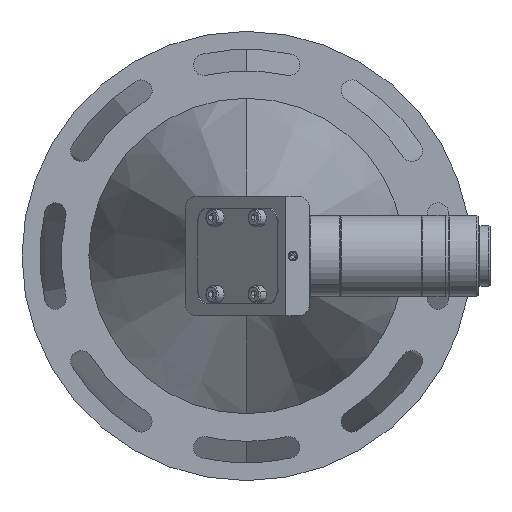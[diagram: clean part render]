
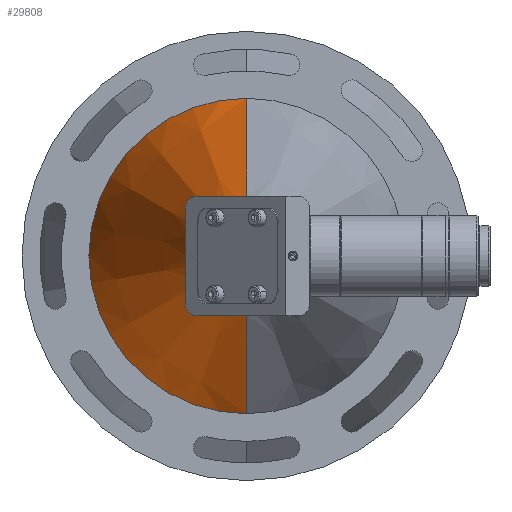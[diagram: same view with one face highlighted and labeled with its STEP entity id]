
A CAD part, front view. The second image highlights one B-rep face of the part: STEP entity #29808.
In plain terms, the highlighted conical face has half-angle 17 degrees and reference radius 66 mm.
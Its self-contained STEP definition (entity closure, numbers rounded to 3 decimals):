
#276 = ORIENTED_EDGE ( 'NONE', *, *, #2470, .T. ) ;
#620 = ORIENTED_EDGE ( 'NONE', *, *, #3706, .T. ) ;
#1049 = LINE ( 'NONE', #11591, #19977 ) ;
#1419 = DIRECTION ( 'NONE',  ( 0., 0., 1. ) ) ;
#1942 = DIRECTION ( 'NONE',  ( 0., -1., 0. ) ) ;
#2265 = ORIENTED_EDGE ( 'NONE', *, *, #6254, .T. ) ;
#2470 = EDGE_CURVE ( 'NONE', #31090, #8396, #3082, .T. ) ;
#2629 = EDGE_LOOP ( 'NONE', ( #23089, #620, #2265, #276 ) ) ;
#3082 = CIRCLE ( 'NONE', #22421, 66. ) ;
#3706 = EDGE_CURVE ( 'NONE', #27034, #20217, #15112, .T. ) ;
#3845 = CARTESIAN_POINT ( 'NONE',  ( -27.358, 180.745, 0. ) ) ;
#4886 = CARTESIAN_POINT ( 'NONE',  ( -27.358, 180.745, -66. ) ) ;
#6254 = EDGE_CURVE ( 'NONE', #20217, #31090, #16592, .T. ) ;
#8396 = VERTEX_POINT ( 'NONE', #4886 ) ;
#8877 = DIRECTION ( 'NONE',  ( 0., 1., 0. ) ) ;
#10927 = CARTESIAN_POINT ( 'NONE',  ( -27.358, 180.745, 0. ) ) ;
#11456 = DIRECTION ( 'NONE',  ( 0., 1., 0. ) ) ;
#11591 = CARTESIAN_POINT ( 'NONE',  ( -27.358, 180.745, -66. ) ) ;
#12719 = CARTESIAN_POINT ( 'NONE',  ( -27.358, 180.745, 66. ) ) ;
#13167 = FACE_OUTER_BOUND ( 'NONE', #2629, .T. ) ;
#14314 = DIRECTION ( 'NONE',  ( 0., 0.956, 0.292 ) ) ;
#15112 = CIRCLE ( 'NONE', #32291, 25. ) ;
#16592 = LINE ( 'NONE', #16933, #31750 ) ;
#16623 = CARTESIAN_POINT ( 'NONE',  ( -27.358, 46.64, 25. ) ) ;
#16933 = CARTESIAN_POINT ( 'NONE',  ( -27.358, 180.745, 66. ) ) ;
#17117 = CONICAL_SURFACE ( 'NONE', #29293, 66., 0.297 ) ;
#18929 = CARTESIAN_POINT ( 'NONE',  ( -27.358, 46.64, 0. ) ) ;
#19977 = VECTOR ( 'NONE', #22135, 1000. ) ;
#20217 = VERTEX_POINT ( 'NONE', #16623 ) ;
#20604 = EDGE_CURVE ( 'NONE', #27034, #8396, #1049, .T. ) ;
#22135 = DIRECTION ( 'NONE',  ( 0., 0.956, -0.292 ) ) ;
#22421 = AXIS2_PLACEMENT_3D ( 'NONE', #3845, #1942, #30845 ) ;
#23089 = ORIENTED_EDGE ( 'NONE', *, *, #20604, .F. ) ;
#27034 = VERTEX_POINT ( 'NONE', #27863 ) ;
#27863 = CARTESIAN_POINT ( 'NONE',  ( -27.358, 46.64, -25. ) ) ;
#29293 = AXIS2_PLACEMENT_3D ( 'NONE', #10927, #11456, #1419 ) ;
#29808 = ADVANCED_FACE ( 'NONE', ( #13167 ), #17117, .T. ) ;
#30845 = DIRECTION ( 'NONE',  ( 0., 0., 1. ) ) ;
#31090 = VERTEX_POINT ( 'NONE', #12719 ) ;
#31750 = VECTOR ( 'NONE', #14314, 1000. ) ;
#31904 = DIRECTION ( 'NONE',  ( 0., 0., 1. ) ) ;
#32291 = AXIS2_PLACEMENT_3D ( 'NONE', #18929, #8877, #31904 ) ;
